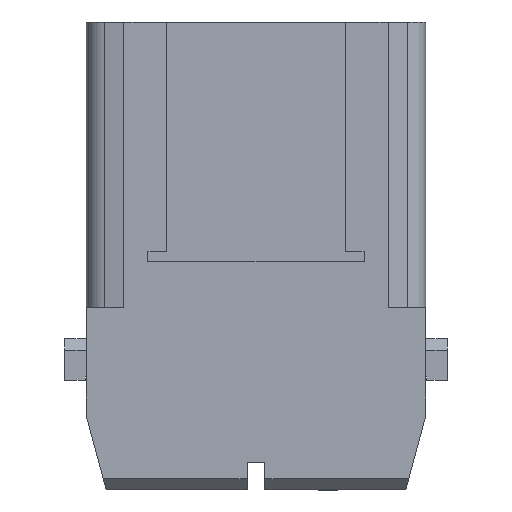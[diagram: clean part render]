
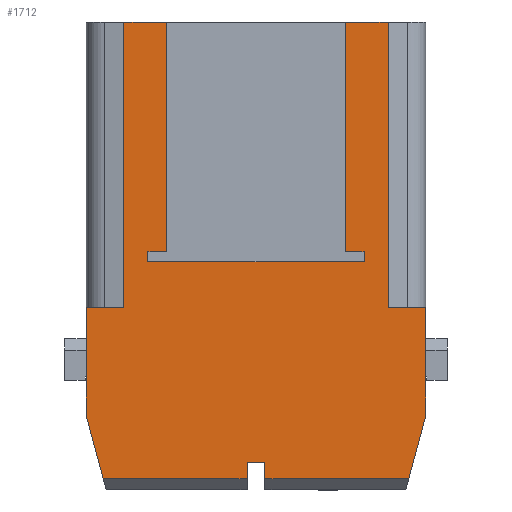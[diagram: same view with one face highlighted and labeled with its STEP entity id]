
A CAD part, left-side view. The second image highlights one B-rep face of the part: STEP entity #1712.
In plain terms, the highlighted planar face has unit normal (-1, 0, 0).
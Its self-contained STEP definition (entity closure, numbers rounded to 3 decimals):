
#1712=ADVANCED_FACE('',(#2258),#2029,.T.);
#2029=PLANE('',#8729);
#2258=FACE_OUTER_BOUND('',#2567,.T.);
#2567=EDGE_LOOP('',(#3287,#3288,#3289,#3290,#3291,#3292,#3293,#3294,#3295,
#3296,#3297,#3298,#3299,#3300,#3301,#3302,#3303,#3304,#3305,#3306,#3307,
#3308));
#3287=ORIENTED_EDGE('',*,*,#5206,.T.);
#3288=ORIENTED_EDGE('',*,*,#5415,.T.);
#3289=ORIENTED_EDGE('',*,*,#5214,.T.);
#3290=ORIENTED_EDGE('',*,*,#5357,.T.);
#3291=ORIENTED_EDGE('',*,*,#5358,.T.);
#3292=ORIENTED_EDGE('',*,*,#5275,.T.);
#3293=ORIENTED_EDGE('',*,*,#5354,.T.);
#3294=ORIENTED_EDGE('',*,*,#5347,.F.);
#3295=ORIENTED_EDGE('',*,*,#5416,.T.);
#3296=ORIENTED_EDGE('',*,*,#5417,.T.);
#3297=ORIENTED_EDGE('',*,*,#5418,.T.);
#3298=ORIENTED_EDGE('',*,*,#5419,.T.);
#3299=ORIENTED_EDGE('',*,*,#5420,.T.);
#3300=ORIENTED_EDGE('',*,*,#5421,.T.);
#3301=ORIENTED_EDGE('',*,*,#5422,.T.);
#3302=ORIENTED_EDGE('',*,*,#5423,.T.);
#3303=ORIENTED_EDGE('',*,*,#5406,.T.);
#3304=ORIENTED_EDGE('',*,*,#5404,.T.);
#3305=ORIENTED_EDGE('',*,*,#5401,.F.);
#3306=ORIENTED_EDGE('',*,*,#5279,.T.);
#3307=ORIENTED_EDGE('',*,*,#5396,.T.);
#3308=ORIENTED_EDGE('',*,*,#5394,.T.);
#4634=VERTEX_POINT('',#11110);
#4635=VERTEX_POINT('',#11112);
#4639=VERTEX_POINT('',#11123);
#4641=VERTEX_POINT('',#11127);
#4696=VERTEX_POINT('',#11309);
#4697=VERTEX_POINT('',#11311);
#4700=VERTEX_POINT('',#11317);
#4701=VERTEX_POINT('',#11319);
#4752=VERTEX_POINT('',#11475);
#4753=VERTEX_POINT('',#11476);
#4758=VERTEX_POINT('',#11493);
#4781=VERTEX_POINT('',#11569);
#4785=VERTEX_POINT('',#11584);
#4787=VERTEX_POINT('',#11589);
#4788=VERTEX_POINT('',#11596);
#4791=VERTEX_POINT('',#11614);
#4792=VERTEX_POINT('',#11616);
#4793=VERTEX_POINT('',#11618);
#4794=VERTEX_POINT('',#11620);
#4795=VERTEX_POINT('',#11622);
#4796=VERTEX_POINT('',#11624);
#4797=VERTEX_POINT('',#11626);
#5206=EDGE_CURVE('',#4635,#4634,#6822,.T.);
#5214=EDGE_CURVE('',#4639,#4641,#6830,.T.);
#5275=EDGE_CURVE('',#4697,#4696,#6858,.T.);
#5279=EDGE_CURVE('',#4701,#4700,#6862,.T.);
#5347=EDGE_CURVE('',#4752,#4753,#6910,.T.);
#5354=EDGE_CURVE('',#4696,#4753,#6916,.T.);
#5357=EDGE_CURVE('',#4641,#4758,#6919,.T.);
#5358=EDGE_CURVE('',#4758,#4697,#6920,.T.);
#5394=EDGE_CURVE('',#4781,#4635,#6949,.T.);
#5396=EDGE_CURVE('',#4700,#4781,#6951,.T.);
#5401=EDGE_CURVE('',#4701,#4785,#6956,.T.);
#5404=EDGE_CURVE('',#4787,#4785,#6958,.T.);
#5406=EDGE_CURVE('',#4788,#4787,#6960,.T.);
#5415=EDGE_CURVE('',#4634,#4639,#6969,.T.);
#5416=EDGE_CURVE('',#4752,#4791,#6970,.T.);
#5417=EDGE_CURVE('',#4791,#4792,#6971,.T.);
#5418=EDGE_CURVE('',#4792,#4793,#6972,.T.);
#5419=EDGE_CURVE('',#4793,#4794,#6973,.T.);
#5420=EDGE_CURVE('',#4794,#4795,#6974,.T.);
#5421=EDGE_CURVE('',#4795,#4796,#6975,.T.);
#5422=EDGE_CURVE('',#4796,#4797,#6976,.T.);
#5423=EDGE_CURVE('',#4797,#4788,#6977,.T.);
#6822=LINE('',#11111,#7519);
#6830=LINE('',#11128,#7527);
#6858=LINE('',#11310,#7555);
#6862=LINE('',#11318,#7559);
#6910=LINE('',#11474,#7607);
#6916=LINE('',#11488,#7613);
#6919=LINE('',#11494,#7616);
#6920=LINE('',#11496,#7617);
#6949=LINE('',#11572,#7646);
#6951=LINE('',#11575,#7648);
#6956=LINE('',#11585,#7653);
#6958=LINE('',#11591,#7655);
#6960=LINE('',#11595,#7657);
#6969=LINE('',#11612,#7666);
#6970=LINE('',#11613,#7667);
#6971=LINE('',#11615,#7668);
#6972=LINE('',#11617,#7669);
#6973=LINE('',#11619,#7670);
#6974=LINE('',#11621,#7671);
#6975=LINE('',#11623,#7672);
#6976=LINE('',#11625,#7673);
#6977=LINE('',#11627,#7674);
#7519=VECTOR('',#9239,1.);
#7527=VECTOR('',#9251,1.);
#7555=VECTOR('',#9325,1.);
#7559=VECTOR('',#9329,1.);
#7607=VECTOR('',#9435,1.);
#7613=VECTOR('',#9447,1.);
#7616=VECTOR('',#9452,1.);
#7617=VECTOR('',#9455,1.);
#7646=VECTOR('',#9530,1.);
#7648=VECTOR('',#9534,1.);
#7653=VECTOR('',#9543,1.);
#7655=VECTOR('',#9549,1.);
#7657=VECTOR('',#9555,1.);
#7666=VECTOR('',#9574,1.);
#7667=VECTOR('',#9575,1.);
#7668=VECTOR('',#9576,1.);
#7669=VECTOR('',#9577,1.);
#7670=VECTOR('',#9578,1.);
#7671=VECTOR('',#9579,1.);
#7672=VECTOR('',#9580,1.);
#7673=VECTOR('',#9581,1.);
#7674=VECTOR('',#9582,1.);
#8729=AXIS2_PLACEMENT_3D('',#11628,#9583,#9584);
#9239=DIRECTION('',(0.,0.,-1.));
#9251=DIRECTION('',(0.,0.,1.));
#9325=DIRECTION('',(0.,1.,0.));
#9329=DIRECTION('',(0.,1.,0.));
#9435=DIRECTION('',(0.,-1.,0.));
#9447=DIRECTION('',(0.,0.,-1.));
#9452=DIRECTION('',(0.,-1.,0.));
#9455=DIRECTION('',(0.,0.,1.));
#9530=DIRECTION('',(0.,-1.,0.));
#9534=DIRECTION('',(0.,0.,-1.));
#9543=DIRECTION('',(0.,0.,-1.));
#9549=DIRECTION('',(0.,1.,0.));
#9555=DIRECTION('',(0.,0.,1.));
#9574=DIRECTION('',(0.,1.,0.));
#9575=DIRECTION('',(0.,0.,-1.));
#9576=DIRECTION('',(0.,-0.259,-0.966));
#9577=DIRECTION('',(0.,-1.,0.));
#9578=DIRECTION('',(0.,0.,1.));
#9579=DIRECTION('',(0.,-1.,0.));
#9580=DIRECTION('',(0.,0.,-1.));
#9581=DIRECTION('',(0.,-1.,0.));
#9582=DIRECTION('',(0.,-0.259,0.966));
#9583=DIRECTION('',(-1.,0.,0.));
#9584=DIRECTION('',(0.,-1.,0.));
#11110=CARTESIAN_POINT('',(-7.3,-9.65,10.6));
#11111=CARTESIAN_POINT('',(-7.3,-9.65,11.5));
#11112=CARTESIAN_POINT('',(-7.3,-9.65,11.5));
#11123=CARTESIAN_POINT('',(-7.3,9.65,10.6));
#11127=CARTESIAN_POINT('',(-7.3,9.65,11.5));
#11128=CARTESIAN_POINT('',(-7.3,9.65,0.3));
#11309=CARTESIAN_POINT('',(-7.3,11.8,32.));
#11310=CARTESIAN_POINT('',(-7.3,15.908,32.));
#11311=CARTESIAN_POINT('',(-7.3,8.,32.));
#11317=CARTESIAN_POINT('',(-7.3,-8.,32.));
#11318=CARTESIAN_POINT('',(-7.3,15.15,32.));
#11319=CARTESIAN_POINT('',(-7.3,-11.8,32.));
#11474=CARTESIAN_POINT('',(-7.3,15.15,6.5));
#11475=CARTESIAN_POINT('',(-7.3,15.15,6.5));
#11476=CARTESIAN_POINT('',(-7.3,11.8,6.5));
#11488=CARTESIAN_POINT('',(-7.3,11.8,32.));
#11493=CARTESIAN_POINT('',(-7.3,8.,11.5));
#11494=CARTESIAN_POINT('',(-7.3,9.65,11.5));
#11496=CARTESIAN_POINT('',(-7.3,8.,11.5));
#11569=CARTESIAN_POINT('',(-7.3,-8.,11.5));
#11572=CARTESIAN_POINT('',(-7.3,-8.,11.5));
#11575=CARTESIAN_POINT('',(-7.3,-8.,31.));
#11584=CARTESIAN_POINT('',(-7.3,-11.8,6.5));
#11585=CARTESIAN_POINT('',(-7.3,-11.8,0.3));
#11589=CARTESIAN_POINT('',(-7.3,-15.15,6.5));
#11591=CARTESIAN_POINT('',(-7.3,-14.284,6.5));
#11595=CARTESIAN_POINT('',(-7.3,-15.15,0.3));
#11596=CARTESIAN_POINT('',(-7.3,-15.15,-3.2));
#11612=CARTESIAN_POINT('',(-7.3,-7.8,10.6));
#11613=CARTESIAN_POINT('',(-7.3,15.15,0.3));
#11614=CARTESIAN_POINT('',(-7.3,15.15,-3.2));
#11615=CARTESIAN_POINT('',(-7.3,15.15,-3.2));
#11616=CARTESIAN_POINT('',(-7.3,13.649,-8.8));
#11617=CARTESIAN_POINT('',(-7.3,13.649,-8.8));
#11618=CARTESIAN_POINT('',(-7.3,0.8,-8.8));
#11619=CARTESIAN_POINT('',(-7.3,0.8,-8.8));
#11620=CARTESIAN_POINT('',(-7.3,0.8,-7.3));
#11621=CARTESIAN_POINT('',(-7.3,0.8,-7.3));
#11622=CARTESIAN_POINT('',(-7.3,-0.8,-7.3));
#11623=CARTESIAN_POINT('',(-7.3,-0.8,-7.3));
#11624=CARTESIAN_POINT('',(-7.3,-0.8,-8.8));
#11625=CARTESIAN_POINT('',(-7.3,-7.5,-8.8));
#11626=CARTESIAN_POINT('',(-7.3,-13.649,-8.8));
#11627=CARTESIAN_POINT('',(-7.3,-13.649,-8.8));
#11628=CARTESIAN_POINT('',(-7.3,15.15,0.3));
